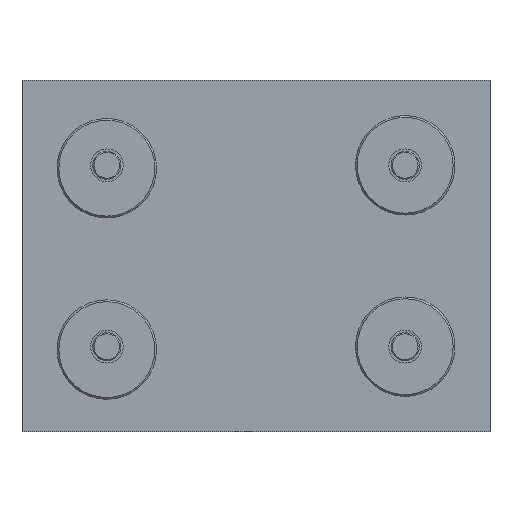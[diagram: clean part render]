
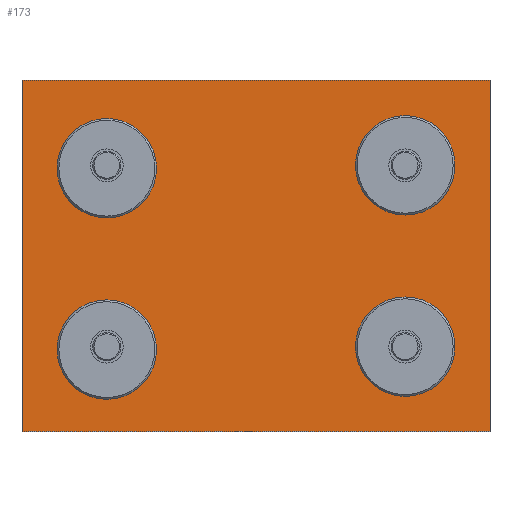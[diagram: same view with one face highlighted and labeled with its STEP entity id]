
A CAD part, front view. The second image highlights one B-rep face of the part: STEP entity #173.
In plain terms, the highlighted planar face has unit normal (0, -1, 0).
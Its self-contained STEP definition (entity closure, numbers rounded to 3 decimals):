
#173=ADVANCED_FACE('',(#478,#479,#480,#481,#482),#483,.F.);
#478=FACE_BOUND('',#910,.T.);
#479=FACE_BOUND('',#911,.T.);
#480=FACE_OUTER_BOUND('',#912,.T.);
#481=FACE_BOUND('',#913,.T.);
#482=FACE_BOUND('',#914,.T.);
#483=PLANE('',#915);
#910=EDGE_LOOP('',(#1847,#1848));
#911=EDGE_LOOP('',(#1849,#1850));
#912=EDGE_LOOP('',(#1851,#1852,#1853,#1854));
#913=EDGE_LOOP('',(#1855,#1856));
#914=EDGE_LOOP('',(#1857,#1858));
#915=AXIS2_PLACEMENT_3D('',#1859,#1860,#1861);
#1847=ORIENTED_EDGE('',*,*,#2771,.T.);
#1848=ORIENTED_EDGE('',*,*,#2909,.T.);
#1849=ORIENTED_EDGE('',*,*,#2675,.T.);
#1850=ORIENTED_EDGE('',*,*,#2910,.T.);
#1851=ORIENTED_EDGE('',*,*,#2911,.T.);
#1852=ORIENTED_EDGE('',*,*,#2912,.F.);
#1853=ORIENTED_EDGE('',*,*,#2913,.F.);
#1854=ORIENTED_EDGE('',*,*,#2914,.F.);
#1855=ORIENTED_EDGE('',*,*,#2723,.T.);
#1856=ORIENTED_EDGE('',*,*,#2915,.T.);
#1857=ORIENTED_EDGE('',*,*,#2819,.T.);
#1858=ORIENTED_EDGE('',*,*,#2908,.T.);
#1859=CARTESIAN_POINT('',(0.0,-8.0,30.0));
#1860=DIRECTION('',(0.0,1.0,0.0));
#1861=DIRECTION('',(0.0,0.0,1.0));
#2675=EDGE_CURVE('',#3151,#3155,#3157,.T.);
#2723=EDGE_CURVE('',#3239,#3243,#3245,.T.);
#2771=EDGE_CURVE('',#3327,#3331,#3333,.T.);
#2819=EDGE_CURVE('',#3415,#3419,#3421,.T.);
#2908=EDGE_CURVE('',#3419,#3415,#3561,.T.);
#2909=EDGE_CURVE('',#3331,#3327,#3562,.T.);
#2910=EDGE_CURVE('',#3155,#3151,#3563,.T.);
#2911=EDGE_CURVE('',#3564,#3565,#3566,.T.);
#2912=EDGE_CURVE('',#3567,#3565,#3568,.T.);
#2913=EDGE_CURVE('',#3569,#3567,#3570,.T.);
#2914=EDGE_CURVE('',#3564,#3569,#3571,.T.);
#2915=EDGE_CURVE('',#3243,#3239,#3572,.T.);
#3151=VERTEX_POINT('',#3863);
#3155=VERTEX_POINT('',#3868);
#3157=CIRCLE('',#3871,4.792);
#3239=VERTEX_POINT('',#3997);
#3243=VERTEX_POINT('',#4002);
#3245=CIRCLE('',#4005,4.792);
#3327=VERTEX_POINT('',#4131);
#3331=VERTEX_POINT('',#4136);
#3333=CIRCLE('',#4139,4.792);
#3415=VERTEX_POINT('',#4265);
#3419=VERTEX_POINT('',#4270);
#3421=CIRCLE('',#4273,4.792);
#3561=CIRCLE('',#4579,4.792);
#3562=CIRCLE('',#4580,4.792);
#3563=CIRCLE('',#4581,4.792);
#3564=VERTEX_POINT('',#4582);
#3565=VERTEX_POINT('',#4583);
#3566=LINE('',#4584,#4585);
#3567=VERTEX_POINT('',#4586);
#3568=LINE('',#4587,#4588);
#3569=VERTEX_POINT('',#4589);
#3570=LINE('',#4590,#4591);
#3571=LINE('',#4592,#4593);
#3572=CIRCLE('',#4594,4.792);
#3863=CARTESIAN_POINT('',(30.292,-8.0,14.5));
#3868=CARTESIAN_POINT('',(20.708,-8.0,14.5));
#3871=AXIS2_PLACEMENT_3D('',#5295,#5296,#5297);
#3997=CARTESIAN_POINT('',(30.292,-8.0,45.5));
#4002=CARTESIAN_POINT('',(20.708,-8.0,45.5));
#4005=AXIS2_PLACEMENT_3D('',#5385,#5386,#5387);
#4131=CARTESIAN_POINT('',(-25.5,-8.0,9.208));
#4136=CARTESIAN_POINT('',(-25.5,-8.0,18.792));
#4139=AXIS2_PLACEMENT_3D('',#5475,#5476,#5477);
#4265=CARTESIAN_POINT('',(-25.5,-8.0,40.208));
#4270=CARTESIAN_POINT('',(-25.5,-8.0,49.792));
#4273=AXIS2_PLACEMENT_3D('',#5565,#5566,#5567);
#4579=AXIS2_PLACEMENT_3D('',#5728,#5729,#5730);
#4580=AXIS2_PLACEMENT_3D('',#5731,#5732,#5733);
#4581=AXIS2_PLACEMENT_3D('',#5734,#5735,#5736);
#4582=CARTESIAN_POINT('',(-40.0,-8.0,60.0));
#4583=CARTESIAN_POINT('',(-40.0,-8.0,0.0));
#4584=CARTESIAN_POINT('',(-40.0,-8.0,30.0));
#4585=VECTOR('',#5737,1.0);
#4586=CARTESIAN_POINT('',(40.0,-8.0,0.0));
#4587=CARTESIAN_POINT('',(0.0,-8.0,0.0));
#4588=VECTOR('',#5738,1.0);
#4589=CARTESIAN_POINT('',(40.0,-8.0,60.0));
#4590=CARTESIAN_POINT('',(40.0,-8.0,30.0));
#4591=VECTOR('',#5739,1.0);
#4592=CARTESIAN_POINT('',(0.0,-8.0,60.0));
#4593=VECTOR('',#5740,1.0);
#4594=AXIS2_PLACEMENT_3D('',#5741,#5742,#5743);
#5295=CARTESIAN_POINT('',(25.5,-8.0,14.5));
#5296=DIRECTION('',(-0.0,1.0,0.0));
#5297=DIRECTION('',(1.0,0.0,0.0));
#5385=CARTESIAN_POINT('',(25.5,-8.0,45.5));
#5386=DIRECTION('',(-0.0,1.0,0.0));
#5387=DIRECTION('',(1.0,0.0,0.0));
#5475=CARTESIAN_POINT('',(-25.5,-8.0,14.0));
#5476=DIRECTION('',(0.0,1.0,0.0));
#5477=DIRECTION('',(0.,0.0,-1.0));
#5565=CARTESIAN_POINT('',(-25.5,-8.0,45.0));
#5566=DIRECTION('',(0.0,1.0,0.0));
#5567=DIRECTION('',(0.,0.0,-1.0));
#5728=CARTESIAN_POINT('',(-25.5,-8.0,45.0));
#5729=DIRECTION('',(0.0,1.0,0.0));
#5730=DIRECTION('',(0.,0.0,-1.0));
#5731=CARTESIAN_POINT('',(-25.5,-8.0,14.0));
#5732=DIRECTION('',(0.0,1.0,0.0));
#5733=DIRECTION('',(0.,0.0,-1.0));
#5734=CARTESIAN_POINT('',(25.5,-8.0,14.5));
#5735=DIRECTION('',(-0.0,1.0,0.0));
#5736=DIRECTION('',(1.0,0.0,0.0));
#5737=DIRECTION('',(0.0,0.0,-1.0));
#5738=DIRECTION('',(-1.0,0.0,0.0));
#5739=DIRECTION('',(0.0,0.0,-1.0));
#5740=DIRECTION('',(1.0,0.0,0.0));
#5741=CARTESIAN_POINT('',(25.5,-8.0,45.5));
#5742=DIRECTION('',(-0.0,1.0,0.0));
#5743=DIRECTION('',(1.0,0.0,0.0));
